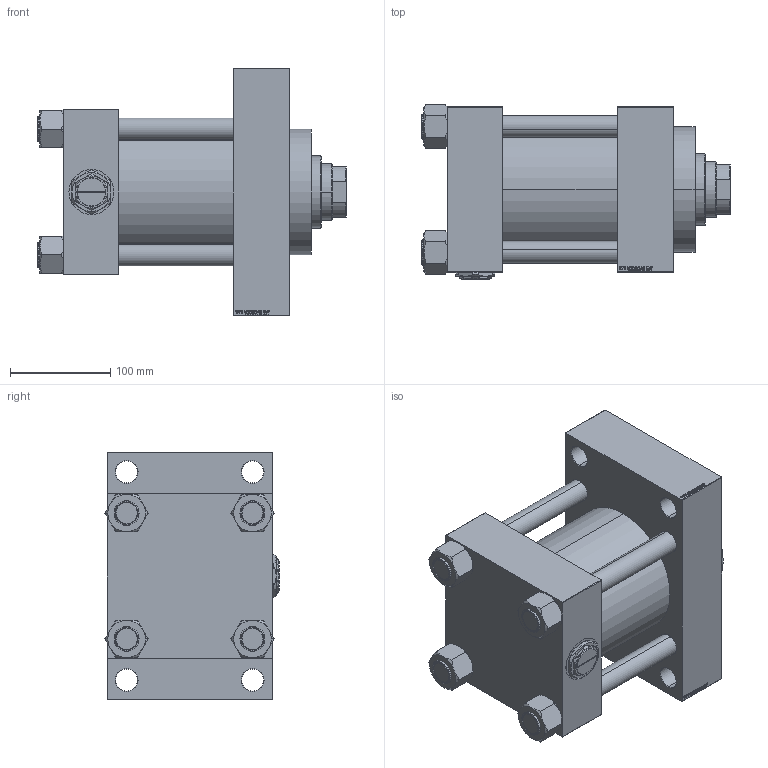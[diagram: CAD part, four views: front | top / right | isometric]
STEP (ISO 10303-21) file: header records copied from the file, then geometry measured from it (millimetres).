
FILE_DESCRIPTION (( 'STEP AP203' ), '1' );
FILE_NAME ('c59b.STEP', '2024-10-23T09:12:03', ( '' ), ( '' ), 'SwSTEP 2.0', 'SolidWorks 2019', '' );
FILE_SCHEMA (( 'CONFIG_CONTROL_DESIGN' ));
Length unit declared in the file: millimetre
Products named in the file (7): V215CR_D_Body 6de3b8053e71d5aaf6afa5b68f00f2f4; V215CR_D_TYCINKA 6de3b8053e71d5aaf6afa5b68f00f2f4; c59b; Zatka_pro_OIL_PORT 6de3b8053e71d5aaf6afa5b68f00f2f4; NUT_M5_D 6de3b8053e71d5aaf6afa5b68f00f2f4; V215_VC_A 6de3b8053e71d5aaf6afa5b68f00f2f4; V215CR_VCP_D 6de3b8053e71d5aaf6afa5b68f00f2f4
Assembly tree (12 placements, depth 2):
  c59b
    V215CR_D_Body 6de3b8053e71d5aaf6afa5b68f00f2f4
    V215CR_VCP_D 6de3b8053e71d5aaf6afa5b68f00f2f4
    NUT_M5_D 6de3b8053e71d5aaf6afa5b68f00f2f4  x4
    V215CR_D_TYCINKA 6de3b8053e71d5aaf6afa5b68f00f2f4  x4
    V215_VC_A 6de3b8053e71d5aaf6afa5b68f00f2f4
    Zatka_pro_OIL_PORT 6de3b8053e71d5aaf6afa5b68f00f2f4
Bounding box: 308 x 174.07 x 247 mm (x, y, z)
Volume: 5109356.2 mm3; surface area: 573484.2 mm2
Topology: 12 solids, 12 shells, 1202 faces, 3024 edges, 1959 vertices
Faces by surface type: plane 568, bspline 368, cone 164, cylinder 94, torus 8
Entity records: 49501 total; most frequent: CARTESIAN_POINT 25785, ORIENTED_EDGE 5312, DIRECTION 3488, EDGE_CURVE 2656, VERTEX_POINT 1737, LINE 1556, VECTOR 1556, EDGE_LOOP 1181
